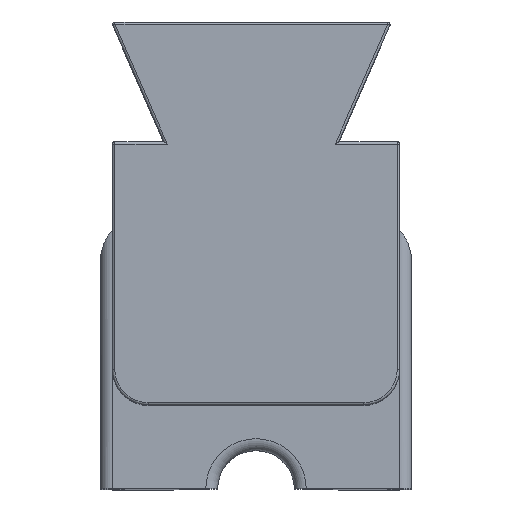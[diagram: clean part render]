
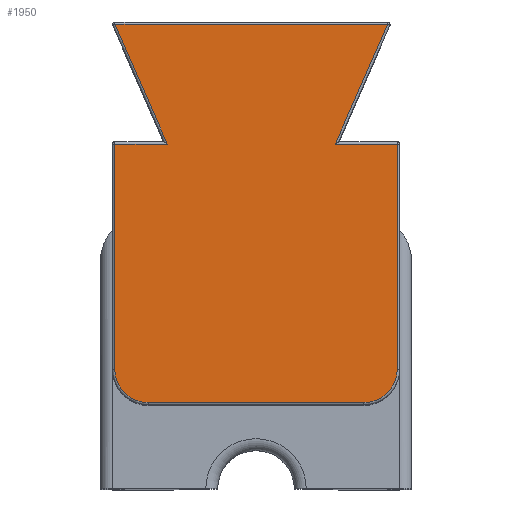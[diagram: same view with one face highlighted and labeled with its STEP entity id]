
A CAD part, top view. The second image highlights one B-rep face of the part: STEP entity #1950.
In plain terms, the highlighted planar face has unit normal (0, 0, 1).
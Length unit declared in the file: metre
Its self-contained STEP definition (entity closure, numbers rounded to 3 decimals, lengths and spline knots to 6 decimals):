
#98=CIRCLE('',#2080,0.0014);
#99=CIRCLE('',#2081,0.0014);
#213=ORIENTED_EDGE('',*,*,#817,.T.);
#214=ORIENTED_EDGE('',*,*,#818,.T.);
#215=ORIENTED_EDGE('',*,*,#819,.T.);
#216=ORIENTED_EDGE('',*,*,#820,.T.);
#217=ORIENTED_EDGE('',*,*,#821,.T.);
#218=ORIENTED_EDGE('',*,*,#822,.T.);
#219=ORIENTED_EDGE('',*,*,#823,.T.);
#220=ORIENTED_EDGE('',*,*,#824,.T.);
#221=ORIENTED_EDGE('',*,*,#825,.T.);
#222=ORIENTED_EDGE('',*,*,#826,.T.);
#817=EDGE_CURVE('',#1119,#1120,#1307,.T.);
#818=EDGE_CURVE('',#1120,#1121,#1308,.T.);
#819=EDGE_CURVE('',#1121,#1122,#1309,.F.);
#820=EDGE_CURVE('',#1122,#1123,#1310,.F.);
#821=EDGE_CURVE('',#1123,#1124,#1311,.T.);
#822=EDGE_CURVE('',#1124,#1125,#1312,.T.);
#823=EDGE_CURVE('',#1125,#1126,#98,.T.);
#824=EDGE_CURVE('',#1126,#1127,#1313,.T.);
#825=EDGE_CURVE('',#1127,#1128,#99,.T.);
#826=EDGE_CURVE('',#1128,#1119,#1314,.T.);
#1119=VERTEX_POINT('',#2966);
#1120=VERTEX_POINT('',#2967);
#1121=VERTEX_POINT('',#2969);
#1122=VERTEX_POINT('',#2971);
#1123=VERTEX_POINT('',#2973);
#1124=VERTEX_POINT('',#2975);
#1125=VERTEX_POINT('',#2977);
#1126=VERTEX_POINT('',#2979);
#1127=VERTEX_POINT('',#2981);
#1128=VERTEX_POINT('',#2983);
#1307=LINE('',#2965,#1496);
#1308=LINE('',#2968,#1497);
#1309=LINE('',#2970,#1498);
#1310=LINE('',#2972,#1499);
#1311=LINE('',#2974,#1500);
#1312=LINE('',#2976,#1501);
#1313=LINE('',#2980,#1502);
#1314=LINE('',#2984,#1503);
#1496=VECTOR('',#2327,1.);
#1497=VECTOR('',#2328,1.);
#1498=VECTOR('',#2329,1.);
#1499=VECTOR('',#2330,1.);
#1500=VECTOR('',#2331,1.);
#1501=VECTOR('',#2332,1.);
#1502=VECTOR('',#2335,1.);
#1503=VECTOR('',#2338,1.);
#1666=EDGE_LOOP('',(#213,#214,#215,#216,#217,#218,#219,#220,#221,#222));
#1782=FACE_BOUND('',#1666,.T.);
#1898=PLANE('',#2079);
#1950=ADVANCED_FACE('',(#1782),#1898,.T.);
#2079=AXIS2_PLACEMENT_3D('',#2964,#2325,#2326);
#2080=AXIS2_PLACEMENT_3D('',#2978,#2333,#2334);
#2081=AXIS2_PLACEMENT_3D('',#2982,#2336,#2337);
#2325=DIRECTION('',(0.,0.,1.));
#2326=DIRECTION('',(1.,0.,0.));
#2327=DIRECTION('',(-1.,0.,0.));
#2328=DIRECTION('',(0.401,0.916,0.));
#2329=DIRECTION('',(1.,0.,0.));
#2330=DIRECTION('',(-0.401,0.916,0.));
#2331=DIRECTION('',(-1.,0.,0.));
#2332=DIRECTION('',(0.,-1.,0.));
#2333=DIRECTION('',(0.,0.,1.));
#2334=DIRECTION('',(1.,0.,0.));
#2335=DIRECTION('',(1.,0.,0.));
#2336=DIRECTION('',(0.,0.,1.));
#2337=DIRECTION('',(1.,0.,0.));
#2338=DIRECTION('',(0.,1.,0.));
#2964=CARTESIAN_POINT('',(0.,0.007241,0.013));
#2965=CARTESIAN_POINT('',(0.003461,0.014382,0.013));
#2966=CARTESIAN_POINT('',(0.0059,0.014382,0.013));
#2967=CARTESIAN_POINT('',(0.003308,0.014382,0.013));
#2968=CARTESIAN_POINT('',(0.000152,0.007174,0.013));
#2969=CARTESIAN_POINT('',(0.005498,0.019382,0.013));
#2970=CARTESIAN_POINT('',(-0.006,0.019382,0.013));
#2971=CARTESIAN_POINT('',(-0.005891,0.019382,0.013));
#2972=CARTESIAN_POINT('',(-0.003763,0.014522,0.013));
#2973=CARTESIAN_POINT('',(-0.003701,0.014382,0.013));
#2974=CARTESIAN_POINT('',(-0.006,0.014382,0.013));
#2975=CARTESIAN_POINT('',(-0.0059,0.014382,0.013));
#2976=CARTESIAN_POINT('',(-0.0059,0.004982,0.013));
#2977=CARTESIAN_POINT('',(-0.0059,0.004982,0.013));
#2978=CARTESIAN_POINT('',(-0.0045,0.004982,0.013));
#2979=CARTESIAN_POINT('',(-0.0045,0.003582,0.013));
#2980=CARTESIAN_POINT('',(0.0045,0.003582,0.013));
#2981=CARTESIAN_POINT('',(0.0045,0.003582,0.013));
#2982=CARTESIAN_POINT('',(0.0045,0.004982,0.013));
#2983=CARTESIAN_POINT('',(0.0059,0.004982,0.013));
#2984=CARTESIAN_POINT('',(0.0059,0.014482,0.013));
